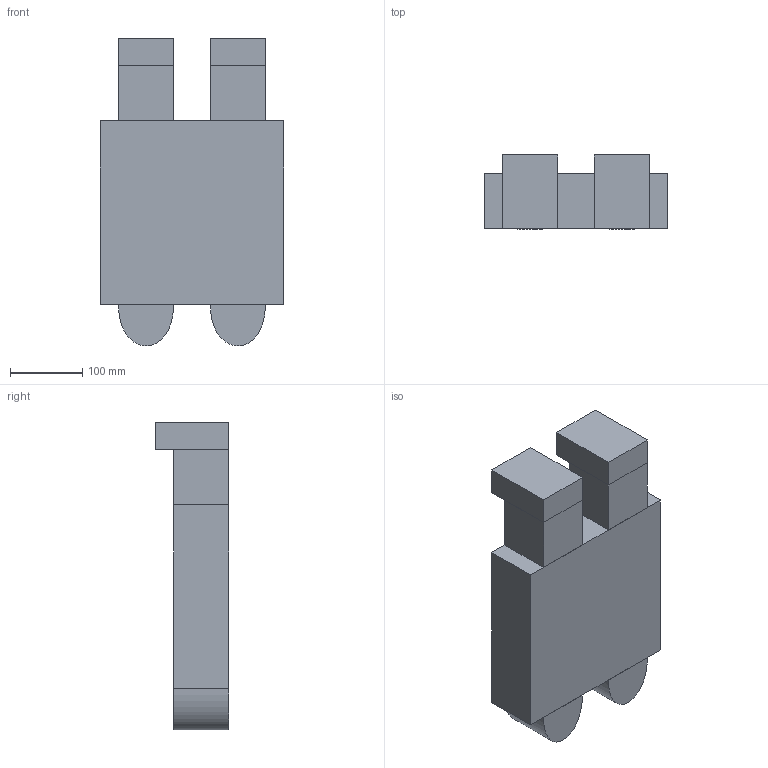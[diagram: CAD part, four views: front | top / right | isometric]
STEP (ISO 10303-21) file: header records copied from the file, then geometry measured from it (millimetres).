
FILE_DESCRIPTION((('kittycad.io export')), '2;1');
FILE_NAME('dump.step', '1970-01-01T00:00:00.0+00:00', ('Author unknown'), ('Organization unknown'), 'kittycad.io beta', 'kittycad.io', 'Authorization unknown');
FILE_SCHEMA(('AP203_CONFIGURATION_CONTROLLED_3D_DESIGN_OF_MECHANICAL_PARTS_AND_ASSEMBLIES_MIM_LF'));
Length unit declared in the file: metre
Products named in the file (7): UNIDENTIFIED_PRODUCT
Bounding box: 254 x 101.6 x 425.43 mm (x, y, z)
Volume: 6921895.8 mm3; surface area: 382967 mm2
Topology: 7 solids, 7 shells, 38 faces, 72 edges, 48 vertices
Faces by surface type: plane 36, bspline 2
Entity records: 946 total; most frequent: CARTESIAN_POINT 184, ORIENTED_EDGE 144, DIRECTION 104, EDGE_CURVE 72, VECTOR 68, LINE 68, VERTEX_POINT 48, EDGE_LOOP 38
